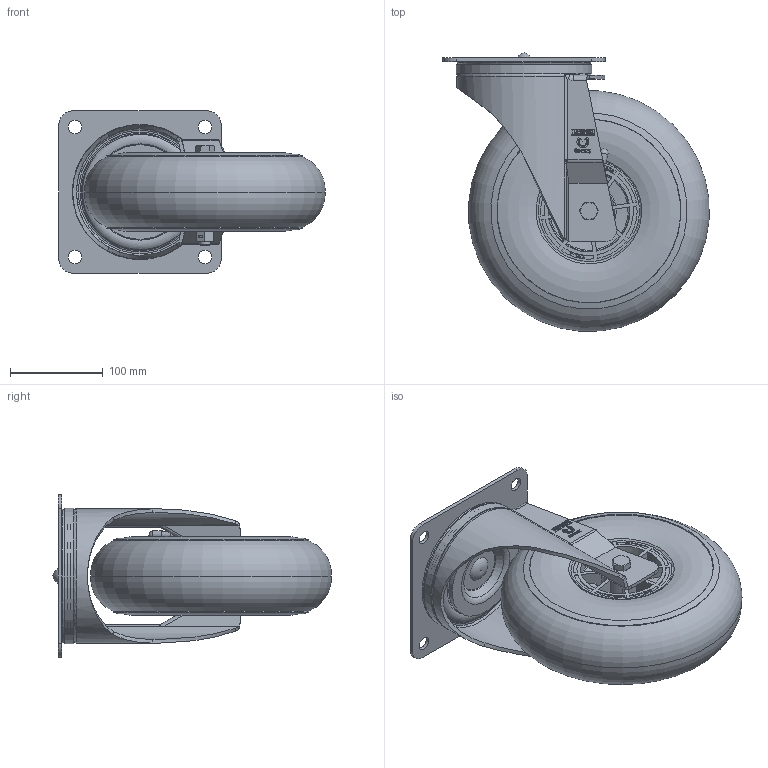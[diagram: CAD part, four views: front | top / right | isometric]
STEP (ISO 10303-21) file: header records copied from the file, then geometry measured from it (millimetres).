
FILE_DESCRIPTION (( 'STEP AP214' ), '1' );
FILE_NAME ('0030990_L-IP-LRK2-260-R-3_DUMMY.STEP', '2018-03-21T09:53:47', ( '' ), ( '' ), 'SwSTEP 2.0', 'SolidWorks 2018', '' );
FILE_SCHEMA (( 'AUTOMOTIVE_DESIGN' ));
Length unit declared in the file: millimetre
Products named in the file (1): 0030990_L-IP-LRK2-260-R-3_DUMMY
Bounding box: 287.14 x 300.29 x 175 mm (x, y, z)
Volume: 3966366.9 mm3; surface area: 486191.7 mm2
Topology: 13 solids, 13 shells, 1403 faces, 3807 edges, 2484 vertices
Faces by surface type: plane 612, cylinder 364, torus 156, bspline 103, cone 92, sphere 76
Full cylindrical faces by diameter (mm): 8.2 x2, 9.7 x1, 10.2 x1, 10.9 x1, 12 x2, 12.2 x2, 14.5 x4, 18 x2, 20 x1, 27 x1, 40 x2, 72 x1, 98 x1, 99 x2, 100 x1, 102 x1, 110 x2, 144 x2, 146 x1
Entity records: 67747 total; most frequent: CARTESIAN_POINT 18612, ORIENTED_EDGE 7150, DIRECTION 6602, EDGE_CURVE 3575, AXIS2_PLACEMENT_3D 2463, VERTEX_POINT 2395, LINE 1676, VECTOR 1676
